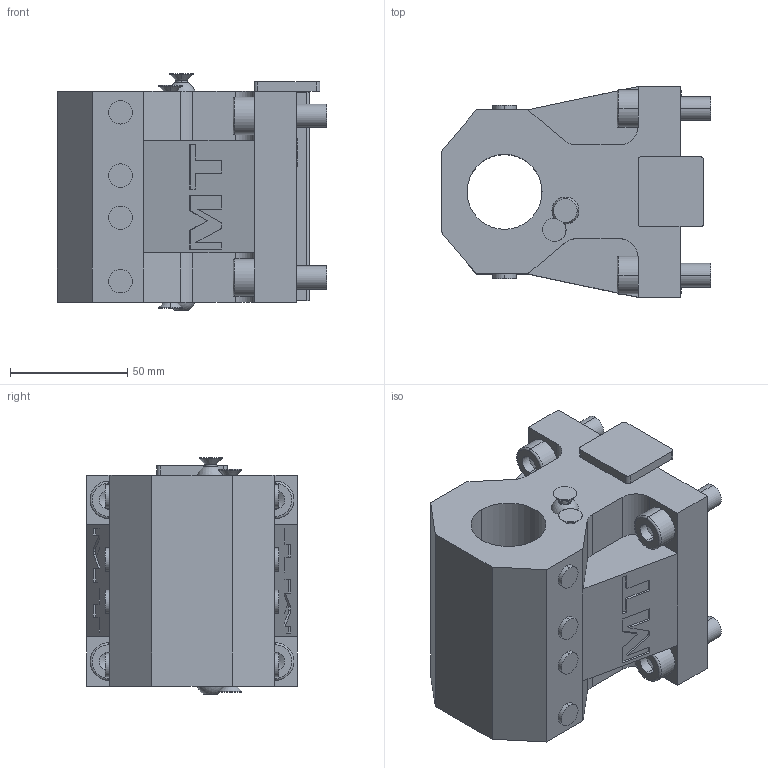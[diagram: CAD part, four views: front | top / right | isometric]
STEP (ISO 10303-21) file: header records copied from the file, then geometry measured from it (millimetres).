
FILE_DESCRIPTION((''),'2;1');
FILE_NAME('NKM0303200_CONF','2023-03-08T14:02:00',('sterribile'),('M.T. srl'),'CREO PARAMETRIC BY PTC INC, 2021072','CREO PARAMETRIC BY PTC INC, 2021072','');
FILE_SCHEMA(('CONFIG_CONTROL_DESIGN'));
Length unit declared in the file: millimetre
Products named in the file (1): NKM0303200_CONF
Bounding box: 115 x 90 x 101.1 mm (x, y, z)
Volume: 579104.5 mm3; surface area: 64212.9 mm2
Topology: 1 solids, 1 shells, 213 faces, 540 edges, 346 vertices
Faces by surface type: plane 117, cylinder 64, cone 14, torus 12, extrusion 4, sphere 2
Entity records: 6505 total; most frequent: CARTESIAN_POINT 1218, DIRECTION 1112, ORIENTED_EDGE 1064, EDGE_CURVE 532, AXIS2_PLACEMENT_3D 383, VECTOR 346, VERTEX_POINT 346, LINE 342
